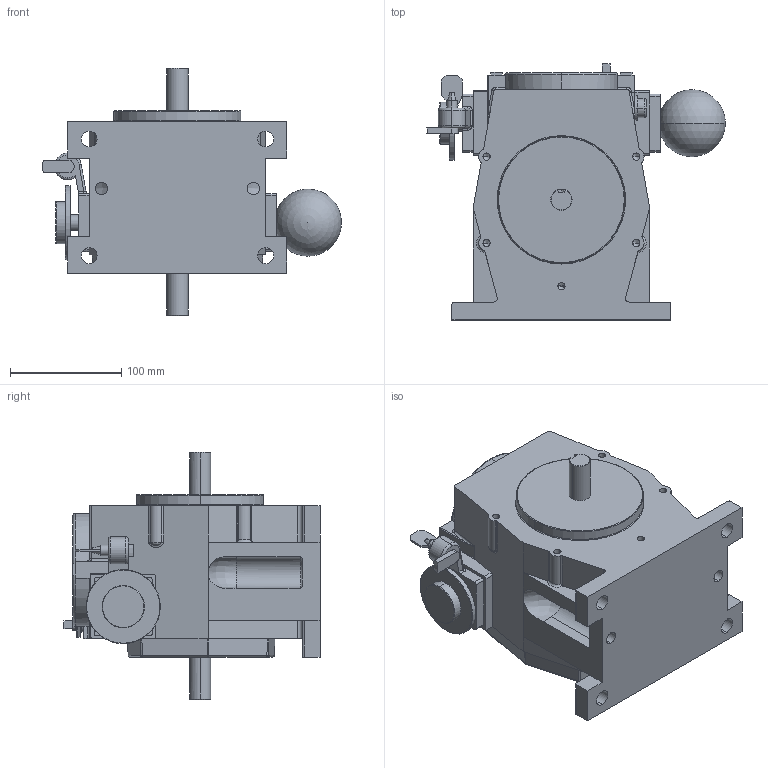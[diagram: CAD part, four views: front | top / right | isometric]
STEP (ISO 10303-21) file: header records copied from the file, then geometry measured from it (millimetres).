
FILE_DESCRIPTION (( 'STEP AP203' ), '1' );
FILE_NAME ('Diff 7.step', '2010-12-13T05:52:31', ( '' ), ( '' ), 'SwSTEP 2.0', 'SolidWorks 2010', '' );
FILE_SCHEMA (( 'CONFIG_CONTROL_DESIGN' ));
Length unit declared in the file: inch
Products named in the file (1): Diff 7
Bounding box: 268.9 x 230.38 x 222.25 mm (x, y, z)
Volume: 4432682.9 mm3; surface area: 234669.4 mm2
Topology: 5 solids, 5 shells, 397 faces, 991 edges, 609 vertices
Faces by surface type: cylinder 170, plane 144, torus 34, cone 25, sphere 13, bspline 11
Entity records: 13895 total; most frequent: CARTESIAN_POINT 4429, DIRECTION 2007, ORIENTED_EDGE 1944, EDGE_CURVE 972, AXIS2_PLACEMENT_3D 743, VERTEX_POINT 606, LINE 521, VECTOR 521
